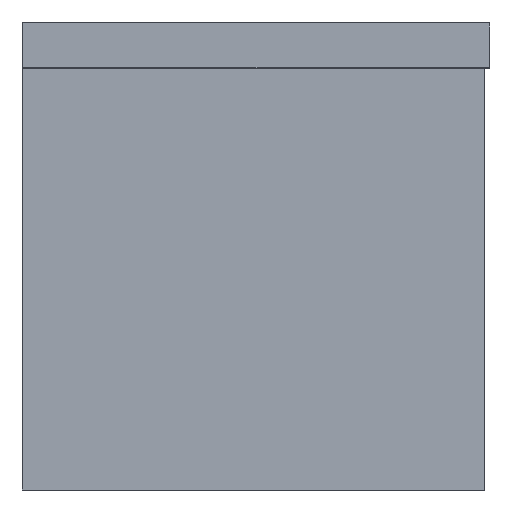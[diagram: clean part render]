
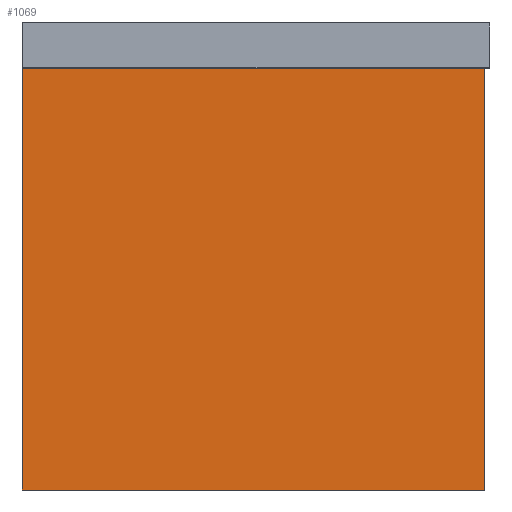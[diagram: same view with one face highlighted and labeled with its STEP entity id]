
A CAD part, left-side view. The second image highlights one B-rep face of the part: STEP entity #1069.
In plain terms, the highlighted face is planar.
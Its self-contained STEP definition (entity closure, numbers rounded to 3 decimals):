
#1069=ADVANCED_FACE('',(#1414),#6073,.T.);
#1414=FACE_OUTER_BOUND('',#1759,.T.);
#1759=EDGE_LOOP('',(#2793,#2794,#2795,#2796));
#2793=ORIENTED_EDGE('',*,*,#4298,.F.);
#2794=ORIENTED_EDGE('',*,*,#4299,.F.);
#2795=ORIENTED_EDGE('',*,*,#4300,.F.);
#2796=ORIENTED_EDGE('',*,*,#4297,.F.);
#4297=EDGE_CURVE('',#5653,#5654,#5083,.T.);
#4298=EDGE_CURVE('',#5655,#5653,#5084,.T.);
#4299=EDGE_CURVE('',#5656,#5655,#5085,.T.);
#4300=EDGE_CURVE('',#5654,#5656,#5086,.T.);
#5083=B_SPLINE_CURVE_WITH_KNOTS('',1,(#8742,#8743),.UNSPECIFIED.,.F.,.F.,
(2,2),(-450.,0.),.UNSPECIFIED.);
#5084=B_SPLINE_CURVE_WITH_KNOTS('',1,(#8744,#8745),.UNSPECIFIED.,.F.,.F.,
(2,2),(-494.,0.),.UNSPECIFIED.);
#5085=B_SPLINE_CURVE_WITH_KNOTS('',1,(#8746,#8747),.UNSPECIFIED.,.F.,.F.,
(2,2),(-450.,0.),.UNSPECIFIED.);
#5086=B_SPLINE_CURVE_WITH_KNOTS('',1,(#8748,#8749),.UNSPECIFIED.,.F.,.F.,
(2,2),(-494.,0.),.UNSPECIFIED.);
#5653=VERTEX_POINT('',#8734);
#5654=VERTEX_POINT('',#8735);
#5655=VERTEX_POINT('',#8736);
#5656=VERTEX_POINT('',#8737);
#6073=PLANE('',#6540);
#6540=AXIS2_PLACEMENT_3D('',#8728,#6924,$);
#6924=DIRECTION('',(1.,0.,0.));
#8728=CARTESIAN_POINT('',(8.,270.,-49.4));
#8734=CARTESIAN_POINT('',(8.,225.,0.));
#8735=CARTESIAN_POINT('',(8.,-225.,0.));
#8736=CARTESIAN_POINT('',(8.,225.,494.));
#8737=CARTESIAN_POINT('',(8.,-225.,494.));
#8742=CARTESIAN_POINT('',(8.,225.,0.));
#8743=CARTESIAN_POINT('',(8.,-225.,0.));
#8744=CARTESIAN_POINT('',(8.,225.,494.));
#8745=CARTESIAN_POINT('',(8.,225.,0.));
#8746=CARTESIAN_POINT('',(8.,-225.,494.));
#8747=CARTESIAN_POINT('',(8.,225.,494.));
#8748=CARTESIAN_POINT('',(8.,-225.,0.));
#8749=CARTESIAN_POINT('',(8.,-225.,494.));
